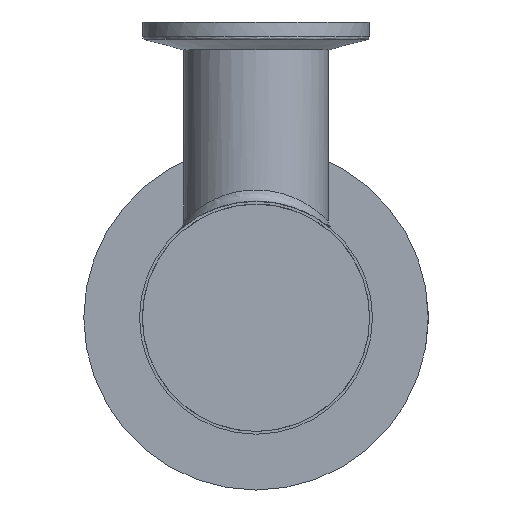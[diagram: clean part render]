
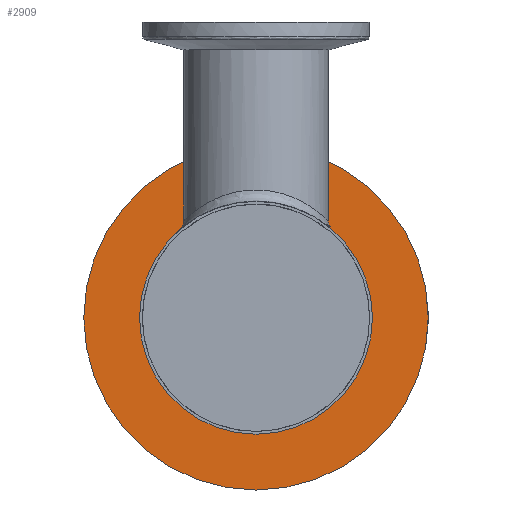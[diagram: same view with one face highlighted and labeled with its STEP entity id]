
A CAD part, left-side view. The second image highlights one B-rep face of the part: STEP entity #2909.
In plain terms, the highlighted planar face has unit normal (-1, 0, 0).
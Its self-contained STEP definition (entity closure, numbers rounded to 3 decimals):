
#15 = AXIS2_PLACEMENT_3D ( 'NONE', #1811, #709, #3489 ) ;
#135 = CARTESIAN_POINT ( 'NONE',  ( 26.28, 30.32, 0. ) ) ;
#150 = CIRCLE ( 'NONE', #3198, 20.5 ) ;
#204 = DIRECTION ( 'NONE',  ( -1., 0., 0. ) ) ;
#216 = VERTEX_POINT ( 'NONE', #2042 ) ;
#445 = CARTESIAN_POINT ( 'NONE',  ( 26.28, -25.435, 0. ) ) ;
#473 = VERTEX_POINT ( 'NONE', #135 ) ;
#474 = EDGE_CURVE ( 'NONE', #216, #216, #150, .T. ) ;
#628 = EDGE_LOOP ( 'NONE', ( #2177 ) ) ;
#709 = DIRECTION ( 'NONE',  ( 1., 0., 0. ) ) ;
#1173 = FACE_BOUND ( 'NONE', #628, .T. ) ;
#1330 = CIRCLE ( 'NONE', #15, 30.32 ) ;
#1640 = EDGE_CURVE ( 'NONE', #473, #473, #1330, .T. ) ;
#1725 = DIRECTION ( 'NONE',  ( 0., 0., -1. ) ) ;
#1738 = CARTESIAN_POINT ( 'NONE',  ( 26.28, 0., 0. ) ) ;
#1811 = CARTESIAN_POINT ( 'NONE',  ( 26.28, 0., 0. ) ) ;
#1917 = AXIS2_PLACEMENT_3D ( 'NONE', #445, #204, #2936 ) ;
#2042 = CARTESIAN_POINT ( 'NONE',  ( 26.28, 0., -20.5 ) ) ;
#2101 = PLANE ( 'NONE',  #1917 ) ;
#2177 = ORIENTED_EDGE ( 'NONE', *, *, #474, .T. ) ;
#2534 = EDGE_LOOP ( 'NONE', ( #3012 ) ) ;
#2769 = FACE_OUTER_BOUND ( 'NONE', #2534, .T. ) ;
#2886 = DIRECTION ( 'NONE',  ( 1., 0., 0. ) ) ;
#2909 = ADVANCED_FACE ( 'NONE', ( #1173, #2769 ), #2101, .T. ) ;
#2936 = DIRECTION ( 'NONE',  ( 0., -1., 0. ) ) ;
#3012 = ORIENTED_EDGE ( 'NONE', *, *, #1640, .F. ) ;
#3198 = AXIS2_PLACEMENT_3D ( 'NONE', #1738, #2886, #1725 ) ;
#3489 = DIRECTION ( 'NONE',  ( 0., 1., 0. ) ) ;
